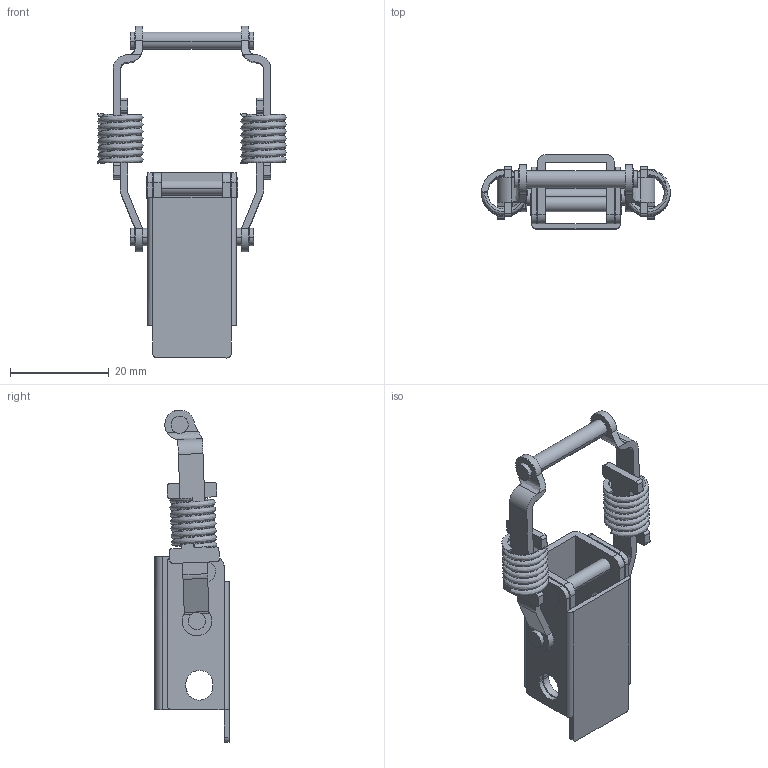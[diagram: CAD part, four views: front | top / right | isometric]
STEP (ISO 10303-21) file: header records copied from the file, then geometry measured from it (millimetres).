
FILE_DESCRIPTION((''),'2;1');
FILE_NAME('','2006-10-06T18:30:19',(''),(''),'','CADfix','');
FILE_SCHEMA(('AUTOMOTIVE_DESIGN'));
Length unit declared in the file: millimetre
Products named in the file (10): spring; shaft_A; arm_A_mr; shaft_B; lever; base; arm_C; arm_B; arm_A; TL_351_14336_36
Assembly tree (11 placements, depth 2):
  TL_351_14336_36
    spring  x2
    shaft_A  x2
    arm_A_mr
    shaft_B
    lever
    base
    arm_C
    arm_B
    arm_A
Bounding box: 38.2 x 15 x 67.25 mm (x, y, z)
Volume: 4772.9 mm3; surface area: 9178 mm2
Topology: 11 solids, 11 shells, 239 faces, 716 edges, 506 vertices
Faces by surface type: bspline 239
Entity records: 9872 total; most frequent: CARTESIAN_POINT 5993, ORIENTED_EDGE 1300, EDGE_CURVE 650, VERTEX_POINT 455, QUASI_UNIFORM_CURVE 336, EDGE_LOOP 251, FACE_OUTER_BOUND 216, ADVANCED_FACE 216
